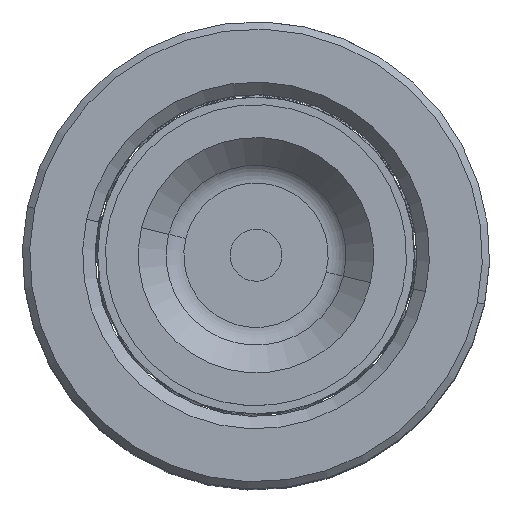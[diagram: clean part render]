
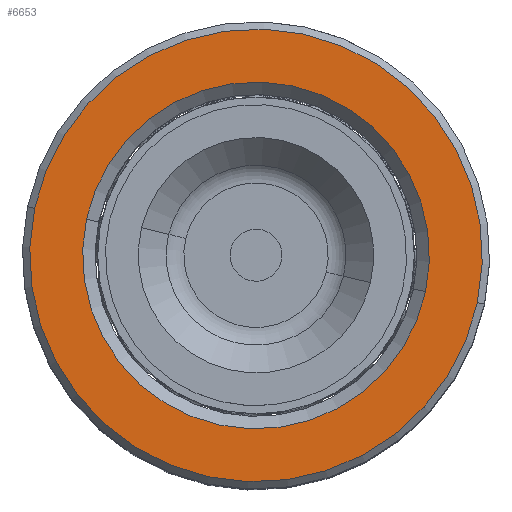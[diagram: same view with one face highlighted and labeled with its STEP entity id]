
A CAD part, top view. The second image highlights one B-rep face of the part: STEP entity #6653.
In plain terms, the highlighted planar face has unit normal (0, 0, 1).
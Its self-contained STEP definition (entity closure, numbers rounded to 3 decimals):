
#48 = AXIS2_PLACEMENT_3D ( 'NONE', #5184, #25373, #28296 ) ;
#1649 = EDGE_CURVE ( 'NONE', #31192, #5981, #37184, .T. ) ;
#1811 = CARTESIAN_POINT ( 'NONE',  ( 0., 0., 60. ) ) ;
#2003 = CARTESIAN_POINT ( 'NONE',  ( -16.7, 0., 60. ) ) ;
#2158 = EDGE_LOOP ( 'NONE', ( #23942, #6480 ) ) ;
#5184 = CARTESIAN_POINT ( 'NONE',  ( 0., 0., 60. ) ) ;
#5981 = VERTEX_POINT ( 'NONE', #34672 ) ;
#6124 = DIRECTION ( 'NONE',  ( 1., 0., 0. ) ) ;
#6480 = ORIENTED_EDGE ( 'NONE', *, *, #18815, .T. ) ;
#6653 = ADVANCED_FACE ( 'NONE', ( #35651, #28855 ), #7511, .T. ) ;
#7082 = DIRECTION ( 'NONE',  ( 0., 0., -1. ) ) ;
#7511 = PLANE ( 'NONE',  #26263 ) ;
#7915 = VERTEX_POINT ( 'NONE', #25683 ) ;
#8622 = CARTESIAN_POINT ( 'NONE',  ( 0., 0., 60. ) ) ;
#8650 = DIRECTION ( 'NONE',  ( 1., 0., 0. ) ) ;
#10817 = CIRCLE ( 'NONE', #32678, 16.7 ) ;
#14341 = DIRECTION ( 'NONE',  ( 0., 0., 1. ) ) ;
#16298 = VERTEX_POINT ( 'NONE', #2003 ) ;
#16986 = CIRCLE ( 'NONE', #19870, 21.8 ) ;
#17248 = AXIS2_PLACEMENT_3D ( 'NONE', #1811, #7082, #21996 ) ;
#17758 = ORIENTED_EDGE ( 'NONE', *, *, #25411, .T. ) ;
#17822 = EDGE_CURVE ( 'NONE', #7915, #16298, #10817, .T. ) ;
#18815 = EDGE_CURVE ( 'NONE', #16298, #7915, #34344, .T. ) ;
#19385 = ORIENTED_EDGE ( 'NONE', *, *, #1649, .T. ) ;
#19870 = AXIS2_PLACEMENT_3D ( 'NONE', #23089, #14341, #6124 ) ;
#20402 = DIRECTION ( 'NONE',  ( 0., 0., -1. ) ) ;
#20643 = CARTESIAN_POINT ( 'NONE',  ( 0., 0., 60. ) ) ;
#21996 = DIRECTION ( 'NONE',  ( 1., 0., 0. ) ) ;
#23089 = CARTESIAN_POINT ( 'NONE',  ( 0., 0., 60. ) ) ;
#23942 = ORIENTED_EDGE ( 'NONE', *, *, #17822, .T. ) ;
#25373 = DIRECTION ( 'NONE',  ( 0., 0., 1. ) ) ;
#25411 = EDGE_CURVE ( 'NONE', #5981, #31192, #16986, .T. ) ;
#25683 = CARTESIAN_POINT ( 'NONE',  ( 16.7, 0., 60. ) ) ;
#26263 = AXIS2_PLACEMENT_3D ( 'NONE', #8622, #31551, #31431 ) ;
#28296 = DIRECTION ( 'NONE',  ( 1., 0., 0. ) ) ;
#28855 = FACE_BOUND ( 'NONE', #2158, .T. ) ;
#31192 = VERTEX_POINT ( 'NONE', #34361 ) ;
#31431 = DIRECTION ( 'NONE',  ( 1., 0., 0. ) ) ;
#31551 = DIRECTION ( 'NONE',  ( 0., 0., 1. ) ) ;
#32678 = AXIS2_PLACEMENT_3D ( 'NONE', #20643, #20402, #8650 ) ;
#33337 = EDGE_LOOP ( 'NONE', ( #19385, #17758 ) ) ;
#34344 = CIRCLE ( 'NONE', #17248, 16.7 ) ;
#34361 = CARTESIAN_POINT ( 'NONE',  ( -21.8, 0., 60. ) ) ;
#34672 = CARTESIAN_POINT ( 'NONE',  ( 21.8, 0., 60. ) ) ;
#35651 = FACE_OUTER_BOUND ( 'NONE', #33337, .T. ) ;
#37184 = CIRCLE ( 'NONE', #48, 21.8 ) ;
